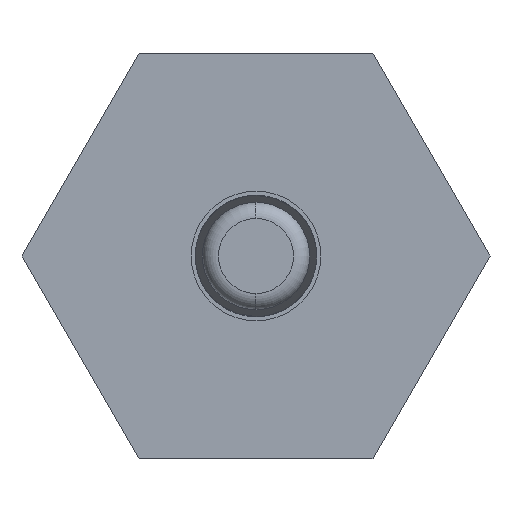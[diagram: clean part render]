
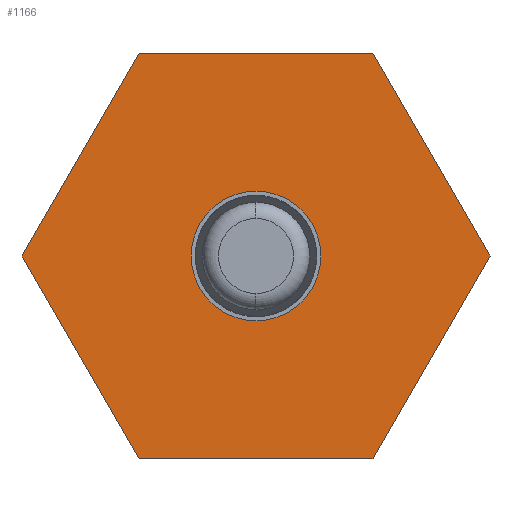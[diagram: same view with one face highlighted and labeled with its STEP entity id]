
A CAD part, front view. The second image highlights one B-rep face of the part: STEP entity #1166.
In plain terms, the highlighted face is planar.
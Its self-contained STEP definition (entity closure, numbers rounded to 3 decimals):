
#18 = FACE_OUTER_BOUND ( 'NONE', #1764, .T. ) ;
#46 = DIRECTION ( 'NONE',  ( 0., -1., 0. ) ) ;
#68 = ORIENTED_EDGE ( 'NONE', *, *, #1881, .T. ) ;
#97 = EDGE_CURVE ( 'NONE', #1522, #895, #1774, .T. ) ;
#181 = PLANE ( 'NONE',  #864 ) ;
#218 = LINE ( 'NONE', #1276, #676 ) ;
#232 = EDGE_CURVE ( 'NONE', #895, #1667, #1845, .T. ) ;
#247 = ORIENTED_EDGE ( 'NONE', *, *, #1696, .T. ) ;
#251 = DIRECTION ( 'NONE',  ( 0.5, 0., -0.866 ) ) ;
#258 = DIRECTION ( 'NONE',  ( -0.5, 0., -0.866 ) ) ;
#380 = CARTESIAN_POINT ( 'NONE',  ( 2.887, 13.3, 5. ) ) ;
#404 = CARTESIAN_POINT ( 'NONE',  ( -2.887, 13.3, -5. ) ) ;
#495 = ORIENTED_EDGE ( 'NONE', *, *, #97, .T. ) ;
#595 = DIRECTION ( 'NONE',  ( 0.5, 0., 0.866 ) ) ;
#664 = CARTESIAN_POINT ( 'NONE',  ( -2.887, 13.3, 5. ) ) ;
#676 = VECTOR ( 'NONE', #680, 1000. ) ;
#680 = DIRECTION ( 'NONE',  ( -1., 0., 0. ) ) ;
#726 = DIRECTION ( 'NONE',  ( 1., 0., 0. ) ) ;
#782 = CARTESIAN_POINT ( 'NONE',  ( 8.66, 13.3, 5. ) ) ;
#795 = CARTESIAN_POINT ( 'NONE',  ( 2.887, 13.3, -5. ) ) ;
#864 = AXIS2_PLACEMENT_3D ( 'NONE', #782, #46, #1096 ) ;
#895 = VERTEX_POINT ( 'NONE', #1161 ) ;
#936 = CARTESIAN_POINT ( 'NONE',  ( 5.774, 13.3, 0. ) ) ;
#1032 = ORIENTED_EDGE ( 'NONE', *, *, #1366, .T. ) ;
#1096 = DIRECTION ( 'NONE',  ( 0., 0., -1. ) ) ;
#1103 = VERTEX_POINT ( 'NONE', #795 ) ;
#1115 = LINE ( 'NONE', #1265, #1708 ) ;
#1161 = CARTESIAN_POINT ( 'NONE',  ( -5.774, 13.3, 0. ) ) ;
#1166 = ADVANCED_FACE ( 'NONE', ( #18 ), #181, .F. ) ;
#1203 = LINE ( 'NONE', #1812, #1453 ) ;
#1224 = EDGE_CURVE ( 'NONE', #1519, #1447, #1115, .T. ) ;
#1228 = VECTOR ( 'NONE', #595, 1000. ) ;
#1265 = CARTESIAN_POINT ( 'NONE',  ( 2.887, 13.3, 5. ) ) ;
#1276 = CARTESIAN_POINT ( 'NONE',  ( -2.887, 13.3, -5. ) ) ;
#1366 = EDGE_CURVE ( 'NONE', #1667, #1519, #1203, .T. ) ;
#1425 = ORIENTED_EDGE ( 'NONE', *, *, #232, .T. ) ;
#1447 = VERTEX_POINT ( 'NONE', #936 ) ;
#1453 = VECTOR ( 'NONE', #726, 1000. ) ;
#1519 = VERTEX_POINT ( 'NONE', #380 ) ;
#1522 = VERTEX_POINT ( 'NONE', #1973 ) ;
#1630 = DIRECTION ( 'NONE',  ( -0.5, 0., 0.866 ) ) ;
#1665 = CARTESIAN_POINT ( 'NONE',  ( -2.887, 13.3, 5. ) ) ;
#1667 = VERTEX_POINT ( 'NONE', #664 ) ;
#1696 = EDGE_CURVE ( 'NONE', #1103, #1522, #218, .T. ) ;
#1708 = VECTOR ( 'NONE', #251, 1000. ) ;
#1743 = VECTOR ( 'NONE', #1630, 1000. ) ;
#1764 = EDGE_LOOP ( 'NONE', ( #1032, #1941, #68, #247, #495, #1425 ) ) ;
#1774 = LINE ( 'NONE', #404, #1743 ) ;
#1812 = CARTESIAN_POINT ( 'NONE',  ( -2.887, 13.3, 5. ) ) ;
#1818 = VECTOR ( 'NONE', #258, 1000. ) ;
#1845 = LINE ( 'NONE', #1665, #1228 ) ;
#1881 = EDGE_CURVE ( 'NONE', #1447, #1103, #1940, .T. ) ;
#1940 = LINE ( 'NONE', #1959, #1818 ) ;
#1941 = ORIENTED_EDGE ( 'NONE', *, *, #1224, .T. ) ;
#1959 = CARTESIAN_POINT ( 'NONE',  ( 2.887, 13.3, -5. ) ) ;
#1973 = CARTESIAN_POINT ( 'NONE',  ( -2.887, 13.3, -5. ) ) ;
